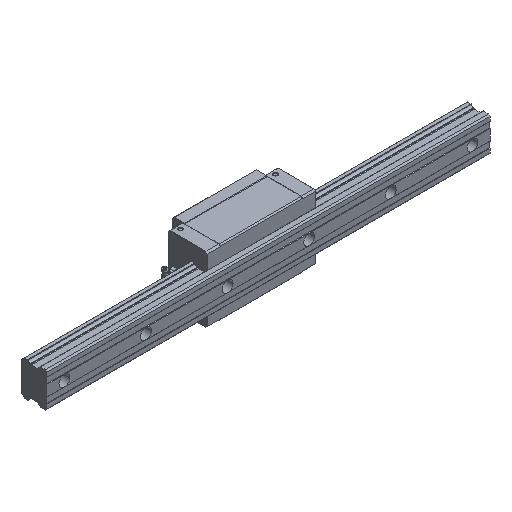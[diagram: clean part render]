
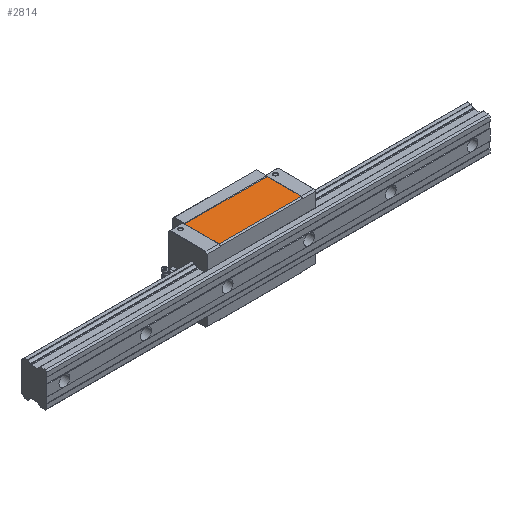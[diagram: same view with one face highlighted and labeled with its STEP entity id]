
A CAD part, isometric view. The second image highlights one B-rep face of the part: STEP entity #2814.
In plain terms, the highlighted planar face has unit normal (0, 0, 1).
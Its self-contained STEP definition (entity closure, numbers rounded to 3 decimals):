
#1328 = VERTEX_POINT( '', #3895 );
#1940 = EDGE_CURVE( '', #1328, #2290, #4572, .T. );
#2102 = EDGE_CURVE( '', #1328, #3694, #4746, .T. );
#2104 = EDGE_CURVE( '', #2290, #3386, #4748, .T. );
#2290 = VERTEX_POINT( '', #4949 );
#2814 = ADVANCED_FACE( '', ( #5531 ), #5532, .T. );
#3386 = VERTEX_POINT( '', #6162 );
#3598 = EDGE_CURVE( '', #3694, #3386, #6400, .T. );
#3694 = VERTEX_POINT( '', #6505 );
#3895 = CARTESIAN_POINT( '', ( 315.5, 54.6, 42.5 ) );
#4572 = LINE( '', #7700, #7701 );
#4746 = LINE( '', #7957, #7958 );
#4748 = LINE( '', #7961, #7962 );
#4949 = CARTESIAN_POINT( '', ( 315.5, 10.53, 42.5 ) );
#5531 = FACE_OUTER_BOUND( '', #9182, .T. );
#5532 = PLANE( '', #9183 );
#6162 = CARTESIAN_POINT( '', ( 209.5, 10.53, 42.5 ) );
#6400 = LINE( '', #10558, #10559 );
#6505 = CARTESIAN_POINT( '', ( 209.5, 54.6, 42.5 ) );
#7700 = CARTESIAN_POINT( '', ( 315.5, 54.6, 42.5 ) );
#7701 = VECTOR( '', #11828, 1. );
#7957 = CARTESIAN_POINT( '', ( 315.5, 54.6, 42.5 ) );
#7958 = VECTOR( '', #11994, 1. );
#7961 = CARTESIAN_POINT( '', ( 315.5, 10.53, 42.5 ) );
#7962 = VECTOR( '', #11995, 1. );
#9182 = EDGE_LOOP( '', ( #12900, #12901, #12902, #12903 ) );
#9183 = AXIS2_PLACEMENT_3D( '', #12904, #12905, #12906 );
#10558 = CARTESIAN_POINT( '', ( 209.5, 54.6, 42.5 ) );
#10559 = VECTOR( '', #13926, 1. );
#11828 = DIRECTION( '', ( 0., -1., 0. ) );
#11994 = DIRECTION( '', ( -1., 0., 0. ) );
#11995 = DIRECTION( '', ( -1., 0., 0. ) );
#12900 = ORIENTED_EDGE( '', *, *, #3598, .T. );
#12901 = ORIENTED_EDGE( '', *, *, #2104, .F. );
#12902 = ORIENTED_EDGE( '', *, *, #1940, .F. );
#12903 = ORIENTED_EDGE( '', *, *, #2102, .T. );
#12904 = CARTESIAN_POINT( '', ( 315.5, 54.6, 42.5 ) );
#12905 = DIRECTION( '', ( 0., 0., 1. ) );
#12906 = DIRECTION( '', ( 0., 1., 0. ) );
#13926 = DIRECTION( '', ( 0., -1., 0. ) );
